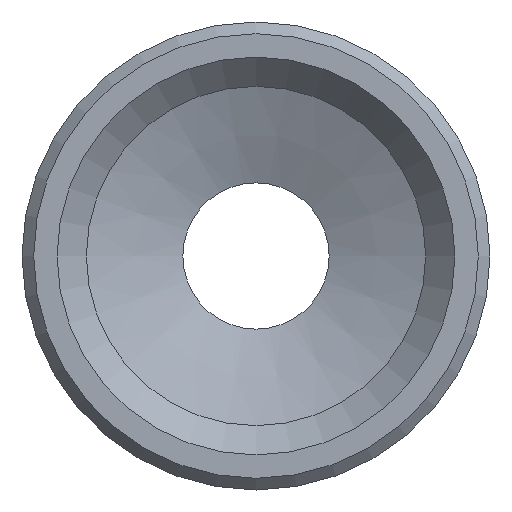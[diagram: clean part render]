
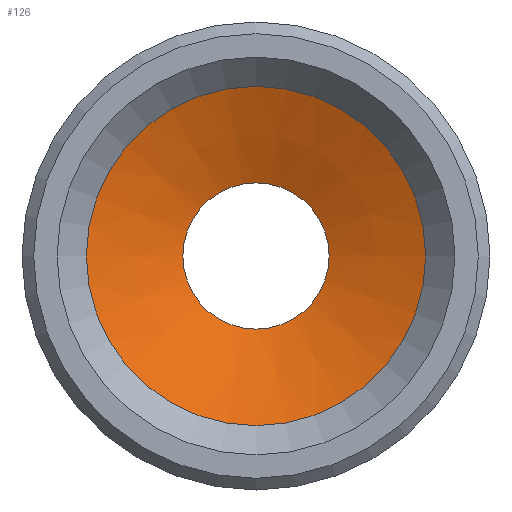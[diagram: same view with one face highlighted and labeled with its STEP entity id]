
A CAD part, front view. The second image highlights one B-rep face of the part: STEP entity #126.
In plain terms, the highlighted conical face has half-angle 68 degrees and reference radius 5.8 mm.
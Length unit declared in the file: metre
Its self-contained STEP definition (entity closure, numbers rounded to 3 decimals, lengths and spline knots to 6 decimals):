
#126 = ADVANCED_FACE( 'NONE', ( #272, #273 ), #274, .F. );
#272 = FACE_OUTER_BOUND( '', #421, .T. );
#273 = FACE_BOUND( '', #422, .T. );
#274 = CONICAL_SURFACE( '', #423, 0.0058, 1.187 );
#421 = EDGE_LOOP( '', ( #685 ) );
#422 = EDGE_LOOP( '', ( #686 ) );
#423 = AXIS2_PLACEMENT_3D( '', #687, #688, #689 );
#685 = ORIENTED_EDGE( '', *, *, #809, .F. );
#686 = ORIENTED_EDGE( '', *, *, #848, .T. );
#687 = CARTESIAN_POINT( '', ( 0., 0.011, 0. ) );
#688 = DIRECTION( '', ( 0., -1., 0. ) );
#689 = DIRECTION( '', ( 1., 0., 0. ) );
#809 = EDGE_CURVE( 'NONE', #957, #957, #958, .T. );
#848 = EDGE_CURVE( 'NONE', #1007, #1007, #1008, .T. );
#957 = VERTEX_POINT( '', #1155 );
#958 = CIRCLE( '', #1156, 0.0058 );
#1007 = VERTEX_POINT( '', #1220 );
#1008 = CIRCLE( '', #1221, 0.0025 );
#1155 = CARTESIAN_POINT( '', ( -0.0058, 0.011, 0. ) );
#1156 = AXIS2_PLACEMENT_3D( '', #1321, #1322, #1323 );
#1220 = CARTESIAN_POINT( '', ( -0.0025, 0.012333, 0. ) );
#1221 = AXIS2_PLACEMENT_3D( '', #1368, #1369, #1370 );
#1321 = CARTESIAN_POINT( '', ( 0., 0.011, 0. ) );
#1322 = DIRECTION( '', ( 0., 1., 0. ) );
#1323 = DIRECTION( '', ( -1., 0., 0. ) );
#1368 = CARTESIAN_POINT( '', ( 0., 0.012333, 0. ) );
#1369 = DIRECTION( '', ( 0., 1., 0. ) );
#1370 = DIRECTION( '', ( -1., 0., 0. ) );
